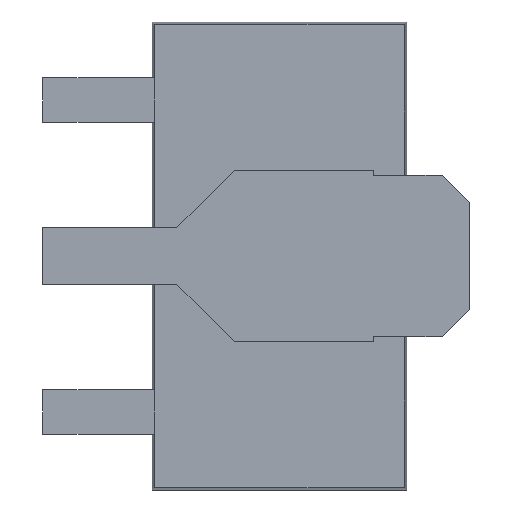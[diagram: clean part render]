
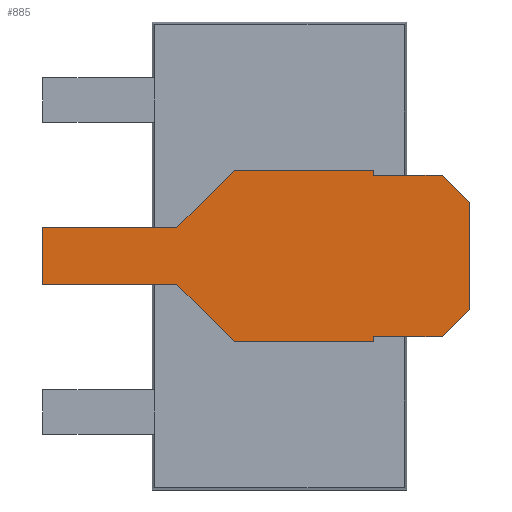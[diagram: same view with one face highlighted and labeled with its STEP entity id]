
A CAD part, front view. The second image highlights one B-rep face of the part: STEP entity #885.
In plain terms, the highlighted planar face has unit normal (0, -1, 0).
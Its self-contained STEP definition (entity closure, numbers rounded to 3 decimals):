
#15 = CARTESIAN_POINT ( 'NONE',  ( 0.905, 0., -0.775 ) ) ;
#16 = CARTESIAN_POINT ( 'NONE',  ( 1.565, 0., -0.775 ) ) ;
#31 = VERTEX_POINT ( 'NONE', #15 ) ;
#46 = EDGE_CURVE ( 'NONE', #1287, #1408, #1780, .T. ) ;
#57 = LINE ( 'NONE', #504, #1201 ) ;
#144 = ORIENTED_EDGE ( 'NONE', *, *, #1569, .F. ) ;
#177 = LINE ( 'NONE', #784, #1422 ) ;
#188 = EDGE_CURVE ( 'NONE', #1232, #481, #1516, .T. ) ;
#198 = CARTESIAN_POINT ( 'NONE',  ( -0.985, 0., 0.275 ) ) ;
#213 = PLANE ( 'NONE',  #384 ) ;
#217 = CARTESIAN_POINT ( 'NONE',  ( 0.905, 0., 0.775 ) ) ;
#246 = VECTOR ( 'NONE', #781, 1000. ) ;
#249 = EDGE_CURVE ( 'NONE', #1111, #1232, #1471, .T. ) ;
#304 = CARTESIAN_POINT ( 'NONE',  ( -0.435, 0., -0.825 ) ) ;
#309 = DIRECTION ( 'NONE',  ( -1., 0., 0. ) ) ;
#320 = VECTOR ( 'NONE', #989, 1000. ) ;
#321 = CARTESIAN_POINT ( 'NONE',  ( 0.905, 0., -0.825 ) ) ;
#380 = ORIENTED_EDGE ( 'NONE', *, *, #572, .F. ) ;
#384 = AXIS2_PLACEMENT_3D ( 'NONE', #664, #947, #671 ) ;
#409 = VECTOR ( 'NONE', #895, 1000. ) ;
#411 = VERTEX_POINT ( 'NONE', #489 ) ;
#419 = VERTEX_POINT ( 'NONE', #1242 ) ;
#481 = VERTEX_POINT ( 'NONE', #700 ) ;
#489 = CARTESIAN_POINT ( 'NONE',  ( 1.565, 0., -0.775 ) ) ;
#504 = CARTESIAN_POINT ( 'NONE',  ( 1.565, 0., 0.775 ) ) ;
#508 = LINE ( 'NONE', #1087, #673 ) ;
#532 = CARTESIAN_POINT ( 'NONE',  ( 0.905, 0., 0.775 ) ) ;
#557 = VERTEX_POINT ( 'NONE', #1696 ) ;
#568 = CARTESIAN_POINT ( 'NONE',  ( 1.825, 0., -0.515 ) ) ;
#572 = EDGE_CURVE ( 'NONE', #557, #682, #1110, .T. ) ;
#580 = ORIENTED_EDGE ( 'NONE', *, *, #1830, .F. ) ;
#591 = CARTESIAN_POINT ( 'NONE',  ( 0.905, 0., 0.825 ) ) ;
#617 = CARTESIAN_POINT ( 'NONE',  ( 1.825, 0., 0.515 ) ) ;
#647 = DIRECTION ( 'NONE',  ( -1., 0., 0. ) ) ;
#664 = CARTESIAN_POINT ( 'NONE',  ( 0., 0., 0. ) ) ;
#671 = DIRECTION ( 'NONE',  ( 0., 0., 1. ) ) ;
#673 = VECTOR ( 'NONE', #1662, 1000. ) ;
#682 = VERTEX_POINT ( 'NONE', #304 ) ;
#685 = ORIENTED_EDGE ( 'NONE', *, *, #1426, .F. ) ;
#695 = VECTOR ( 'NONE', #866, 1000. ) ;
#700 = CARTESIAN_POINT ( 'NONE',  ( 1.565, 0., 0.775 ) ) ;
#707 = CARTESIAN_POINT ( 'NONE',  ( -0.985, 0., 0.275 ) ) ;
#708 = VECTOR ( 'NONE', #1513, 1000. ) ;
#743 = ORIENTED_EDGE ( 'NONE', *, *, #249, .F. ) ;
#767 = LINE ( 'NONE', #321, #409 ) ;
#781 = DIRECTION ( 'NONE',  ( -0.707, 0., -0.707 ) ) ;
#784 = CARTESIAN_POINT ( 'NONE',  ( -0.985, 0., -0.275 ) ) ;
#836 = ORIENTED_EDGE ( 'NONE', *, *, #938, .F. ) ;
#840 = EDGE_CURVE ( 'NONE', #31, #557, #767, .T. ) ;
#846 = VERTEX_POINT ( 'NONE', #617 ) ;
#850 = EDGE_CURVE ( 'NONE', #411, #31, #1058, .T. ) ;
#866 = DIRECTION ( 'NONE',  ( 0., 0., -1. ) ) ;
#869 = VERTEX_POINT ( 'NONE', #1787 ) ;
#885 = ADVANCED_FACE ( 'NONE', ( #1823 ), #213, .F. ) ;
#895 = DIRECTION ( 'NONE',  ( 0., 0., -1. ) ) ;
#918 = VECTOR ( 'NONE', #933, 1000. ) ;
#933 = DIRECTION ( 'NONE',  ( -0.707, 0., 0.707 ) ) ;
#935 = EDGE_CURVE ( 'NONE', #481, #846, #57, .T. ) ;
#938 = EDGE_CURVE ( 'NONE', #869, #1111, #1659, .T. ) ;
#947 = DIRECTION ( 'NONE',  ( 0., 1., 0. ) ) ;
#989 = DIRECTION ( 'NONE',  ( -1., 0., 0. ) ) ;
#1049 = ORIENTED_EDGE ( 'NONE', *, *, #840, .F. ) ;
#1052 = CARTESIAN_POINT ( 'NONE',  ( 1.825, 0., -0.515 ) ) ;
#1058 = LINE ( 'NONE', #1329, #1845 ) ;
#1084 = DIRECTION ( 'NONE',  ( 0.707, 0., -0.707 ) ) ;
#1086 = CARTESIAN_POINT ( 'NONE',  ( -2.275, 0., 0.275 ) ) ;
#1087 = CARTESIAN_POINT ( 'NONE',  ( -2.275, 0., -0.275 ) ) ;
#1110 = LINE ( 'NONE', #1859, #320 ) ;
#1111 = VERTEX_POINT ( 'NONE', #1836 ) ;
#1131 = VECTOR ( 'NONE', #1484, 1000. ) ;
#1140 = DIRECTION ( 'NONE',  ( 0.707, 0., 0.707 ) ) ;
#1158 = LINE ( 'NONE', #568, #695 ) ;
#1173 = DIRECTION ( 'NONE',  ( 0., 0., -1. ) ) ;
#1201 = VECTOR ( 'NONE', #1084, 1000. ) ;
#1212 = ORIENTED_EDGE ( 'NONE', *, *, #935, .F. ) ;
#1232 = VERTEX_POINT ( 'NONE', #532 ) ;
#1242 = CARTESIAN_POINT ( 'NONE',  ( -2.275, 0., -0.275 ) ) ;
#1245 = EDGE_LOOP ( 'NONE', ( #1733, #380, #1049, #1786, #685, #1575, #1212, #1391, #743, #836, #1773, #1876, #144, #580 ) ) ;
#1287 = VERTEX_POINT ( 'NONE', #1877 ) ;
#1307 = VECTOR ( 'NONE', #1374, 1000. ) ;
#1325 = EDGE_CURVE ( 'NONE', #1408, #869, #1599, .T. ) ;
#1329 = CARTESIAN_POINT ( 'NONE',  ( 0.905, 0., -0.775 ) ) ;
#1353 = LINE ( 'NONE', #16, #246 ) ;
#1371 = CARTESIAN_POINT ( 'NONE',  ( -0.435, 0., 0.825 ) ) ;
#1374 = DIRECTION ( 'NONE',  ( 1., 0., 0. ) ) ;
#1391 = ORIENTED_EDGE ( 'NONE', *, *, #188, .F. ) ;
#1408 = VERTEX_POINT ( 'NONE', #198 ) ;
#1422 = VECTOR ( 'NONE', #647, 1000. ) ;
#1426 = EDGE_CURVE ( 'NONE', #1441, #411, #1353, .T. ) ;
#1441 = VERTEX_POINT ( 'NONE', #1052 ) ;
#1460 = CARTESIAN_POINT ( 'NONE',  ( -0.985, 0., -0.275 ) ) ;
#1471 = LINE ( 'NONE', #591, #1707 ) ;
#1484 = DIRECTION ( 'NONE',  ( 1., 0., 0. ) ) ;
#1489 = LINE ( 'NONE', #1785, #918 ) ;
#1513 = DIRECTION ( 'NONE',  ( 1., 0., 0. ) ) ;
#1516 = LINE ( 'NONE', #217, #1307 ) ;
#1569 = EDGE_CURVE ( 'NONE', #419, #1287, #508, .T. ) ;
#1575 = ORIENTED_EDGE ( 'NONE', *, *, #1790, .F. ) ;
#1599 = LINE ( 'NONE', #707, #1902 ) ;
#1659 = LINE ( 'NONE', #1371, #708 ) ;
#1662 = DIRECTION ( 'NONE',  ( 0., 0., 1. ) ) ;
#1696 = CARTESIAN_POINT ( 'NONE',  ( 0.905, 0., -0.825 ) ) ;
#1703 = VERTEX_POINT ( 'NONE', #1460 ) ;
#1707 = VECTOR ( 'NONE', #1173, 1000. ) ;
#1733 = ORIENTED_EDGE ( 'NONE', *, *, #1893, .F. ) ;
#1773 = ORIENTED_EDGE ( 'NONE', *, *, #1325, .F. ) ;
#1780 = LINE ( 'NONE', #1086, #1131 ) ;
#1785 = CARTESIAN_POINT ( 'NONE',  ( -0.435, 0., -0.825 ) ) ;
#1786 = ORIENTED_EDGE ( 'NONE', *, *, #850, .F. ) ;
#1787 = CARTESIAN_POINT ( 'NONE',  ( -0.435, 0., 0.825 ) ) ;
#1790 = EDGE_CURVE ( 'NONE', #846, #1441, #1158, .T. ) ;
#1823 = FACE_OUTER_BOUND ( 'NONE', #1245, .T. ) ;
#1830 = EDGE_CURVE ( 'NONE', #1703, #419, #177, .T. ) ;
#1836 = CARTESIAN_POINT ( 'NONE',  ( 0.905, 0., 0.825 ) ) ;
#1845 = VECTOR ( 'NONE', #309, 1000. ) ;
#1859 = CARTESIAN_POINT ( 'NONE',  ( -0.435, 0., -0.825 ) ) ;
#1876 = ORIENTED_EDGE ( 'NONE', *, *, #46, .F. ) ;
#1877 = CARTESIAN_POINT ( 'NONE',  ( -2.275, 0., 0.275 ) ) ;
#1893 = EDGE_CURVE ( 'NONE', #682, #1703, #1489, .T. ) ;
#1902 = VECTOR ( 'NONE', #1140, 1000. ) ;
